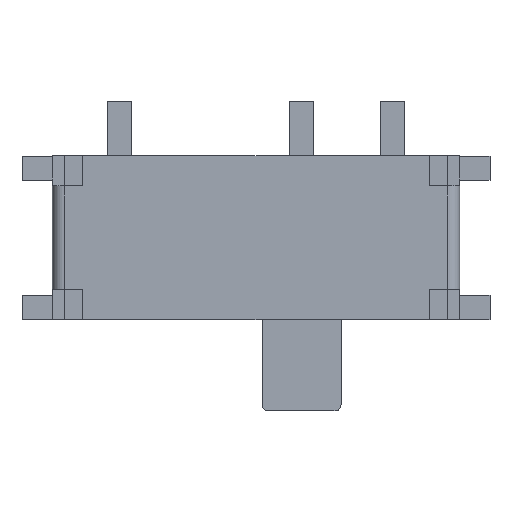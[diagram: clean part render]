
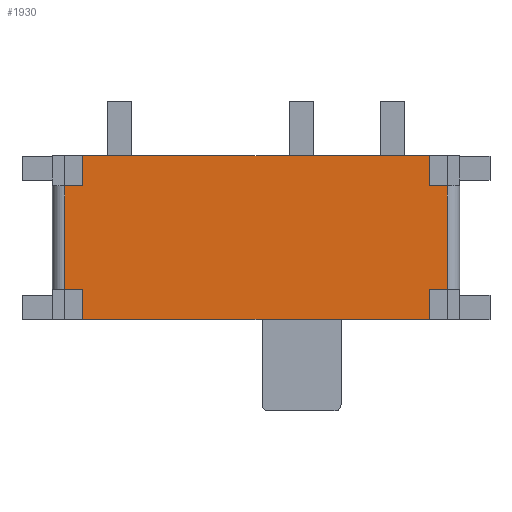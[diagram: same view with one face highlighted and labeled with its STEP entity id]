
A CAD part, top view. The second image highlights one B-rep face of the part: STEP entity #1930.
In plain terms, the highlighted planar face has unit normal (0, 0, 1).
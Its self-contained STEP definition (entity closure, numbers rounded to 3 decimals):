
#1352=CARTESIAN_POINT('',(-2.85,1.345,1.4));
#1353=VERTEX_POINT('',#1352);
#1368=CARTESIAN_POINT('',(-2.85,0.85,1.4));
#1369=VERTEX_POINT('',#1368);
#1376=CARTESIAN_POINT('',(-2.85,0.85,1.4));
#1377=DIRECTION('',(0.0,1.0,0.0));
#1378=VECTOR('',#1377,0.495);
#1379=LINE('',#1376,#1378);
#1380=EDGE_CURVE('',#1369,#1353,#1379,.T.);
#1390=CARTESIAN_POINT('',(2.85,1.345,1.4));
#1391=VERTEX_POINT('',#1390);
#1400=CARTESIAN_POINT('',(2.85,0.85,1.4));
#1401=VERTEX_POINT('',#1400);
#1402=CARTESIAN_POINT('',(2.85,0.85,1.4));
#1403=DIRECTION('',(0.0,1.0,0.0));
#1404=VECTOR('',#1403,0.495);
#1405=LINE('',#1402,#1404);
#1406=EDGE_CURVE('',#1401,#1391,#1405,.T.);
#1431=CARTESIAN_POINT('',(-2.85,1.345,1.4));
#1432=DIRECTION('',(1.0,0.0,0.0));
#1433=VECTOR('',#1432,5.7);
#1434=LINE('',#1431,#1433);
#1435=EDGE_CURVE('',#1353,#1391,#1434,.T.);
#1559=CARTESIAN_POINT('',(-3.15,0.85,1.4));
#1560=VERTEX_POINT('',#1559);
#1568=CARTESIAN_POINT('',(-2.85,0.85,1.4));
#1569=DIRECTION('',(-1.0,0.0,0.0));
#1570=VECTOR('',#1569,0.3);
#1571=LINE('',#1568,#1570);
#1572=EDGE_CURVE('',#1369,#1560,#1571,.T.);
#1647=CARTESIAN_POINT('',(3.15,0.85,1.4));
#1648=VERTEX_POINT('',#1647);
#1649=CARTESIAN_POINT('',(3.15,0.85,1.4));
#1650=DIRECTION('',(-1.0,0.0,0.0));
#1651=VECTOR('',#1650,0.3);
#1652=LINE('',#1649,#1651);
#1653=EDGE_CURVE('',#1648,#1401,#1652,.T.);
#1853=CARTESIAN_POINT('',(-3.15,-0.85,1.4));
#1854=VERTEX_POINT('',#1853);
#1862=CARTESIAN_POINT('',(-3.15,-0.85,1.4));
#1863=DIRECTION('',(0.0,1.0,0.0));
#1864=VECTOR('',#1863,1.7);
#1865=LINE('',#1862,#1864);
#1866=EDGE_CURVE('',#1854,#1560,#1865,.T.);
#1871=CARTESIAN_POINT('',(3.35,-0.85,1.4));
#1872=DIRECTION('',(0.0,0.0,1.0));
#1873=DIRECTION('',(1.0,0.0,0.0));
#1874=AXIS2_PLACEMENT_3D('',#1871,#1872,#1873);
#1875=PLANE('',#1874);
#1876=ORIENTED_EDGE('',*,*,#1866,.F.);
#1877=CARTESIAN_POINT('',(-2.85,-0.85,1.4));
#1878=VERTEX_POINT('',#1877);
#1879=CARTESIAN_POINT('',(-2.85,-0.85,1.4));
#1880=DIRECTION('',(-1.0,0.0,0.0));
#1881=VECTOR('',#1880,0.3);
#1882=LINE('',#1879,#1881);
#1883=EDGE_CURVE('',#1878,#1854,#1882,.T.);
#1884=ORIENTED_EDGE('',*,*,#1883,.F.);
#1885=CARTESIAN_POINT('',(-2.85,-1.345,1.4));
#1886=VERTEX_POINT('',#1885);
#1887=CARTESIAN_POINT('',(-2.85,-0.85,1.4));
#1888=DIRECTION('',(0.0,-1.0,0.0));
#1889=VECTOR('',#1888,0.495);
#1890=LINE('',#1887,#1889);
#1891=EDGE_CURVE('',#1878,#1886,#1890,.T.);
#1892=ORIENTED_EDGE('',*,*,#1891,.T.);
#1893=CARTESIAN_POINT('',(2.85,-1.345,1.4));
#1894=VERTEX_POINT('',#1893);
#1895=CARTESIAN_POINT('',(-2.85,-1.345,1.4));
#1896=DIRECTION('',(1.0,0.0,0.0));
#1897=VECTOR('',#1896,5.7);
#1898=LINE('',#1895,#1897);
#1899=EDGE_CURVE('',#1886,#1894,#1898,.T.);
#1900=ORIENTED_EDGE('',*,*,#1899,.T.);
#1901=CARTESIAN_POINT('',(2.85,-0.85,1.4));
#1902=VERTEX_POINT('',#1901);
#1903=CARTESIAN_POINT('',(2.85,-0.85,1.4));
#1904=DIRECTION('',(0.0,-1.0,0.0));
#1905=VECTOR('',#1904,0.495);
#1906=LINE('',#1903,#1905);
#1907=EDGE_CURVE('',#1902,#1894,#1906,.T.);
#1908=ORIENTED_EDGE('',*,*,#1907,.F.);
#1909=CARTESIAN_POINT('',(3.15,-0.85,1.4));
#1910=VERTEX_POINT('',#1909);
#1911=CARTESIAN_POINT('',(3.15,-0.85,1.4));
#1912=DIRECTION('',(-1.0,0.0,0.0));
#1913=VECTOR('',#1912,0.3);
#1914=LINE('',#1911,#1913);
#1915=EDGE_CURVE('',#1910,#1902,#1914,.T.);
#1916=ORIENTED_EDGE('',*,*,#1915,.F.);
#1917=CARTESIAN_POINT('',(3.15,0.85,1.4));
#1918=DIRECTION('',(0.0,-1.0,0.0));
#1919=VECTOR('',#1918,1.7);
#1920=LINE('',#1917,#1919);
#1921=EDGE_CURVE('',#1648,#1910,#1920,.T.);
#1922=ORIENTED_EDGE('',*,*,#1921,.F.);
#1923=ORIENTED_EDGE('',*,*,#1653,.T.);
#1924=ORIENTED_EDGE('',*,*,#1406,.T.);
#1925=ORIENTED_EDGE('',*,*,#1435,.F.);
#1926=ORIENTED_EDGE('',*,*,#1380,.F.);
#1927=ORIENTED_EDGE('',*,*,#1572,.T.);
#1928=EDGE_LOOP('',(#1876,#1884,#1892,#1900,#1908,#1916,#1922,#1923,#1924,#1925,#1926,#1927));
#1929=FACE_OUTER_BOUND('',#1928,.T.);
#1930=ADVANCED_FACE('',(#1929),#1875,.T.);
